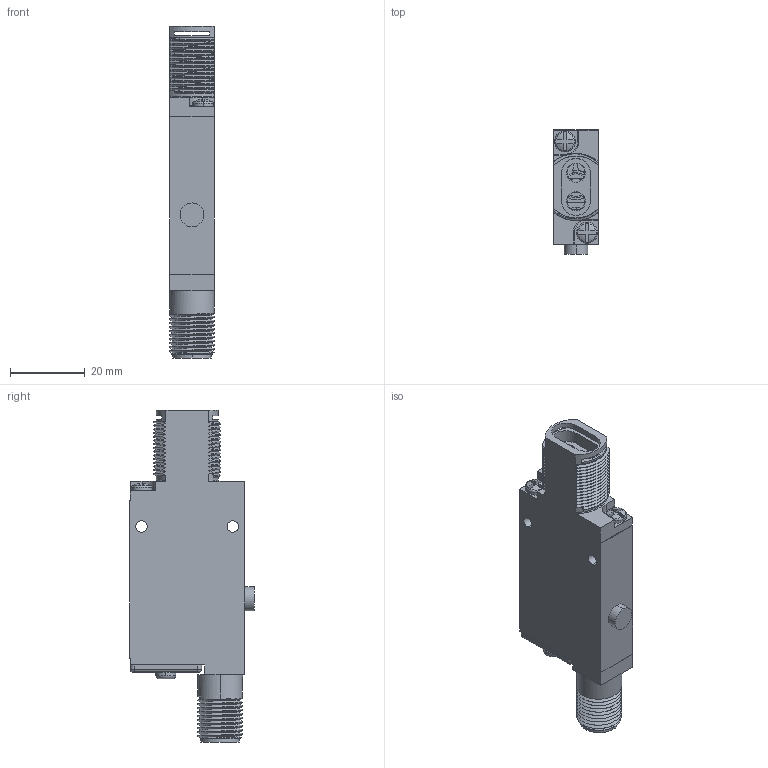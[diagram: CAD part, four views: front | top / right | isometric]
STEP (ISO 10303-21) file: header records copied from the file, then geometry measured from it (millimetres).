
FILE_DESCRIPTION((''),'2;1');
FILE_NAME('154478_SW','2011-01-10T',('banengservice'),('BANNER ENGINEERING'),'PRO/ENGINEER BY PARAMETRIC TECHNOLOGY CORPORATION, 2009141','PRO/ENGINEER BY PARAMETRIC TECHNOLOGY CORPORATION, 2009141','');
FILE_SCHEMA(('CONFIG_CONTROL_DESIGN'));
Length unit declared in the file: inch
Products named in the file (1): 154478_SW
Bounding box: 11.99 x 33.27 x 88.63 mm (x, y, z)
Volume: 8850.6 mm3; surface area: 15163.6 mm2
Topology: 1 solids, 3 shells, 609 faces, 1631 edges, 1059 vertices
Faces by surface type: plane 229, cylinder 214, bspline 122, torus 23, cone 13, sphere 8
Entity records: 31517 total; most frequent: CARTESIAN_POINT 16943, ORIENTED_EDGE 3262, DIRECTION 2686, EDGE_CURVE 1631, VERTEX_POINT 1059, AXIS2_PLACEMENT_3D 945, VECTOR 796, LINE 796
